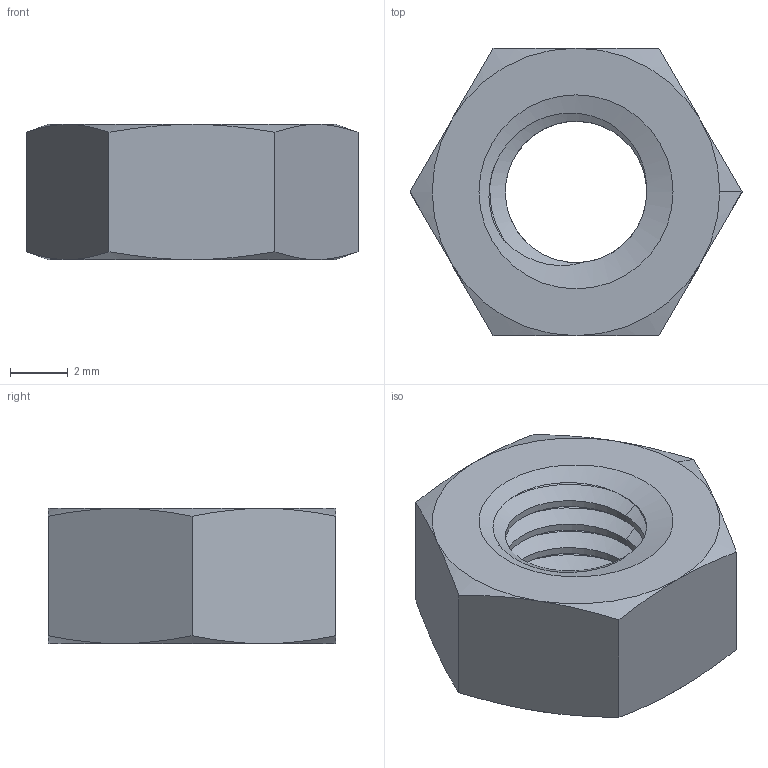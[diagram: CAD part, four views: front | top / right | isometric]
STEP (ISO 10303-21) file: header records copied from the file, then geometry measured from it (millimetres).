
FILE_DESCRIPTION(('FreeCAD Model'),'2;1');
FILE_NAME('Open CASCADE Shape Model','2022-12-01T21:43:52',(''),(''), 'Open CASCADE STEP processor 7.6','FreeCAD','Unknown');
FILE_SCHEMA(('AUTOMOTIVE_DESIGN { 1 0 10303 214 1 1 1 1 }'));
Length unit declared in the file: millimetre
Products named in the file (1): M6-Nut
Bounding box: 11.55 x 10 x 4.7 mm (x, y, z)
Volume: 295.1 mm3; surface area: 409.2 mm2
Topology: 1 solids, 1 shells, 47 faces, 111 edges, 56 vertices
Faces by surface type: bspline 23, cone 16, plane 8
Entity records: 4302 total; most frequent: CARTESIAN_POINT 2508, DIRECTION 257, ORIENTED_EDGE 202, PCURVE 202, DEFINITIONAL_REPRESENTATION 202, LINE 111, VECTOR 111, B_SPLINE_CURVE_WITH_KNOTS 102
